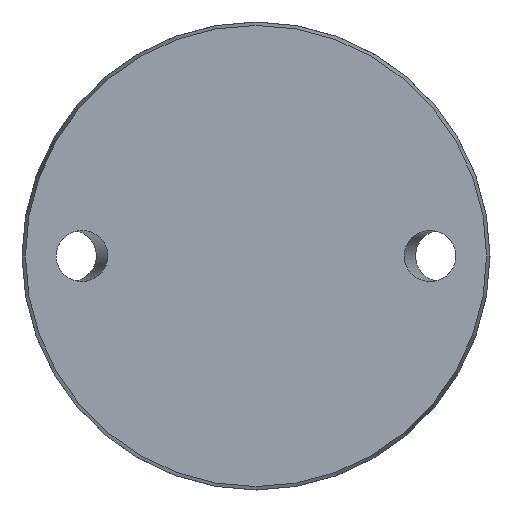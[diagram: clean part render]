
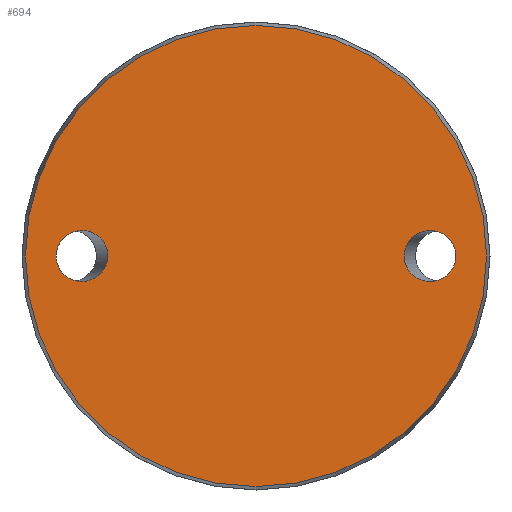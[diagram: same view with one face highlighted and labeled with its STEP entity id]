
A CAD part, front view. The second image highlights one B-rep face of the part: STEP entity #694.
In plain terms, the highlighted planar face has unit normal (0, -1, 0).
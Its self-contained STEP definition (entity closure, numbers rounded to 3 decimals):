
#38 = CARTESIAN_POINT ( 'NONE',  ( 33.309, 0., 0. ) ) ;
#87 = AXIS2_PLACEMENT_3D ( 'NONE', #796, #718, #652 ) ;
#146 = VERTEX_POINT ( 'NONE', #437 ) ;
#149 = FACE_OUTER_BOUND ( 'NONE', #845, .T. ) ;
#162 = CARTESIAN_POINT ( 'NONE',  ( -24.691, 0., -8.5 ) ) ;
#195 = EDGE_LOOP ( 'NONE', ( #768 ) ) ;
#220 = CARTESIAN_POINT ( 'NONE',  ( -24.691, 0., 0. ) ) ;
#368 = CIRCLE ( 'NONE', #584, 38.425 ) ;
#375 = VERTEX_POINT ( 'NONE', #447 ) ;
#399 = CARTESIAN_POINT ( 'NONE',  ( 24.691, 0., -8.5 ) ) ;
#414 = EDGE_CURVE ( 'NONE', #146, #146, #368, .T. ) ;
#437 = CARTESIAN_POINT ( 'NONE',  ( 0., 0., -38.425 ) ) ;
#441 = PLANE ( 'NONE',  #87 ) ;
#447 = CARTESIAN_POINT ( 'NONE',  ( -33.309, 0., 0. ) ) ;
#450 = CARTESIAN_POINT ( 'NONE',  ( 24.691, 0., 0. ) ) ;
#487 =( BOUNDED_CURVE ( )  B_SPLINE_CURVE ( 3, ( #610, #399, #689, #38, #907, #621, #917 ),
 .UNSPECIFIED., .T., .T. ) 
 B_SPLINE_CURVE_WITH_KNOTS ( ( 4, 3, 4 ),
 ( 0., 3.142, 6.283 ),
 .UNSPECIFIED. ) 
 CURVE ( )  GEOMETRIC_REPRESENTATION_ITEM ( )  RATIONAL_B_SPLINE_CURVE ( ( 1., 0.333, 0.333, 1., 0.333, 0.333, 1. ) ) 
 REPRESENTATION_ITEM ( '' )  );
#503 = CARTESIAN_POINT ( 'NONE',  ( 0., 0., 0. ) ) ;
#510 = ORIENTED_EDGE ( 'NONE', *, *, #617, .F. ) ;
#517 = CARTESIAN_POINT ( 'NONE',  ( -33.309, 0., 8.5 ) ) ;
#555 =( BOUNDED_CURVE ( )  B_SPLINE_CURVE ( 3, ( #595, #517, #653, #220, #162, #600, #894 ),
 .UNSPECIFIED., .T., .F. ) 
 B_SPLINE_CURVE_WITH_KNOTS ( ( 4, 3, 4 ),
 ( 0., 3.142, 6.283 ),
 .UNSPECIFIED. ) 
 CURVE ( )  GEOMETRIC_REPRESENTATION_ITEM ( )  RATIONAL_B_SPLINE_CURVE ( ( 1., 0.333, 0.333, 1., 0.333, 0.333, 1. ) ) 
 REPRESENTATION_ITEM ( '' )  );
#584 = AXIS2_PLACEMENT_3D ( 'NONE', #503, #714, #655 ) ;
#595 = CARTESIAN_POINT ( 'NONE',  ( -33.309, 0., 0. ) ) ;
#600 = CARTESIAN_POINT ( 'NONE',  ( -33.309, 0., -8.5 ) ) ;
#610 = CARTESIAN_POINT ( 'NONE',  ( 24.691, 0., 0. ) ) ;
#617 = EDGE_CURVE ( 'NONE', #816, #816, #487, .T. ) ;
#621 = CARTESIAN_POINT ( 'NONE',  ( 24.691, 0., 8.5 ) ) ;
#652 = DIRECTION ( 'NONE',  ( 0., 0., 1. ) ) ;
#653 = CARTESIAN_POINT ( 'NONE',  ( -24.691, 0., 8.5 ) ) ;
#655 = DIRECTION ( 'NONE',  ( 0., 0., -1. ) ) ;
#689 = CARTESIAN_POINT ( 'NONE',  ( 33.309, 0., -8.5 ) ) ;
#694 = ADVANCED_FACE ( 'NONE', ( #724, #806, #149 ), #441, .F. ) ;
#714 = DIRECTION ( 'NONE',  ( 0., -1., 0. ) ) ;
#718 = DIRECTION ( 'NONE',  ( 0., 1., 0. ) ) ;
#724 = FACE_BOUND ( 'NONE', #195, .T. ) ;
#768 = ORIENTED_EDGE ( 'NONE', *, *, #814, .T. ) ;
#796 = CARTESIAN_POINT ( 'NONE',  ( -38.425, 0., 0. ) ) ;
#806 = FACE_BOUND ( 'NONE', #847, .T. ) ;
#814 = EDGE_CURVE ( 'NONE', #375, #375, #555, .T. ) ;
#816 = VERTEX_POINT ( 'NONE', #450 ) ;
#828 = ORIENTED_EDGE ( 'NONE', *, *, #414, .T. ) ;
#845 = EDGE_LOOP ( 'NONE', ( #828 ) ) ;
#847 = EDGE_LOOP ( 'NONE', ( #510 ) ) ;
#894 = CARTESIAN_POINT ( 'NONE',  ( -33.309, 0., 0. ) ) ;
#907 = CARTESIAN_POINT ( 'NONE',  ( 33.309, 0., 8.5 ) ) ;
#917 = CARTESIAN_POINT ( 'NONE',  ( 24.691, 0., 0. ) ) ;
